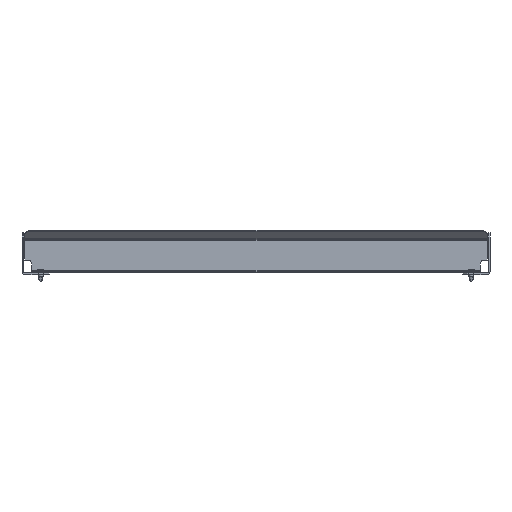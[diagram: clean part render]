
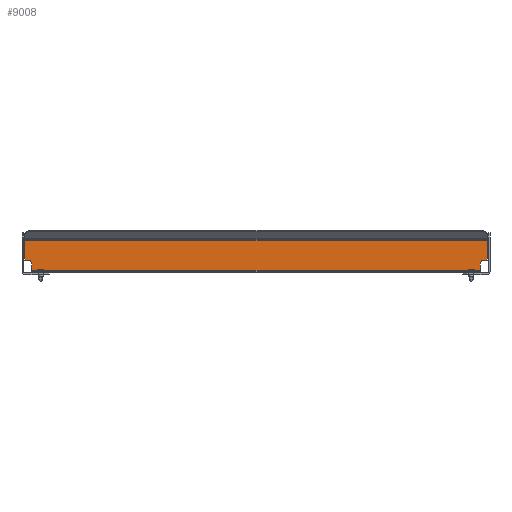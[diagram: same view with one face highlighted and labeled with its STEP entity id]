
A CAD part, front view. The second image highlights one B-rep face of the part: STEP entity #9008.
In plain terms, the highlighted face is planar.
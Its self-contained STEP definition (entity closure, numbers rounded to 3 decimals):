
#74 = AXIS2_PLACEMENT_3D ( 'NONE', #4572, #5393, #3576 ) ;
#119 = ORIENTED_EDGE ( 'NONE', *, *, #2350, .T. ) ;
#184 = DIRECTION ( 'NONE',  ( 0., 0., -1. ) ) ;
#192 = EDGE_LOOP ( 'NONE', ( #6765, #2514, #119, #4975, #5644, #2893, #9633, #7950, #2481, #8314 ) ) ;
#610 = CARTESIAN_POINT ( 'NONE',  ( 188., 0., 1.8 ) ) ;
#627 = EDGE_CURVE ( 'NONE', #10818, #4570, #11105, .T. ) ;
#707 = CARTESIAN_POINT ( 'NONE',  ( 191.25, 0., 10.8 ) ) ;
#823 = CARTESIAN_POINT ( 'NONE',  ( 194., 0., 10.8 ) ) ;
#934 = DIRECTION ( 'NONE',  ( 0., 1., 0. ) ) ;
#1082 = CARTESIAN_POINT ( 'NONE',  ( 194., 0., 27.929 ) ) ;
#1128 = CARTESIAN_POINT ( 'NONE',  ( -191.25, 0., 10.8 ) ) ;
#1180 = LINE ( 'NONE', #4115, #11187 ) ;
#1223 = VECTOR ( 'NONE', #6896, 1000. ) ;
#1277 = VERTEX_POINT ( 'NONE', #610 ) ;
#1612 = VERTEX_POINT ( 'NONE', #8275 ) ;
#2038 = LINE ( 'NONE', #5189, #1223 ) ;
#2350 = EDGE_CURVE ( 'NONE', #7032, #1612, #3821, .T. ) ;
#2474 = EDGE_CURVE ( 'NONE', #1277, #6526, #2038, .T. ) ;
#2481 = ORIENTED_EDGE ( 'NONE', *, *, #4923, .F. ) ;
#2514 = ORIENTED_EDGE ( 'NONE', *, *, #6940, .T. ) ;
#2893 = ORIENTED_EDGE ( 'NONE', *, *, #5987, .T. ) ;
#3001 = VECTOR ( 'NONE', #9434, 1000. ) ;
#3038 = EDGE_CURVE ( 'NONE', #7000, #6828, #10127, .T. ) ;
#3269 = CARTESIAN_POINT ( 'NONE',  ( -194., 0., 27.515 ) ) ;
#3576 = DIRECTION ( 'NONE',  ( 0., 0., 1. ) ) ;
#3609 = DIRECTION ( 'NONE',  ( 0., 0., 1. ) ) ;
#3821 = LINE ( 'NONE', #4252, #6690 ) ;
#4051 = LINE ( 'NONE', #7600, #6788 ) ;
#4115 = CARTESIAN_POINT ( 'NONE',  ( -188., 0., -0.001 ) ) ;
#4252 = CARTESIAN_POINT ( 'NONE',  ( -188., 0., 10.8 ) ) ;
#4570 = VERTEX_POINT ( 'NONE', #707 ) ;
#4572 = CARTESIAN_POINT ( 'NONE',  ( -191.25, 0., 7.55 ) ) ;
#4915 = AXIS2_PLACEMENT_3D ( 'NONE', #6183, #934, #3609 ) ;
#4923 = EDGE_CURVE ( 'NONE', #1277, #11159, #4051, .T. ) ;
#4937 = DIRECTION ( 'NONE',  ( 0., 0., 1. ) ) ;
#4975 = ORIENTED_EDGE ( 'NONE', *, *, #8321, .F. ) ;
#4993 = EDGE_CURVE ( 'NONE', #6526, #7034, #1180, .T. ) ;
#5018 = DIRECTION ( 'NONE',  ( 0., 0., 1. ) ) ;
#5189 = CARTESIAN_POINT ( 'NONE',  ( 194., 0., 1.8 ) ) ;
#5393 = DIRECTION ( 'NONE',  ( 0., -1., 0. ) ) ;
#5430 = FACE_OUTER_BOUND ( 'NONE', #192, .T. ) ;
#5472 = CARTESIAN_POINT ( 'NONE',  ( -188., 0., 1.8 ) ) ;
#5496 = DIRECTION ( 'NONE',  ( 0., 0., 1. ) ) ;
#5644 = ORIENTED_EDGE ( 'NONE', *, *, #3038, .F. ) ;
#5987 = EDGE_CURVE ( 'NONE', #7000, #10818, #7305, .T. ) ;
#6183 = CARTESIAN_POINT ( 'NONE',  ( 194., 0., 27.929 ) ) ;
#6369 = CARTESIAN_POINT ( 'NONE',  ( 191.25, 0., 7.55 ) ) ;
#6526 = VERTEX_POINT ( 'NONE', #5472 ) ;
#6690 = VECTOR ( 'NONE', #11090, 1000. ) ;
#6765 = ORIENTED_EDGE ( 'NONE', *, *, #4993, .T. ) ;
#6788 = VECTOR ( 'NONE', #4937, 1000. ) ;
#6828 = VERTEX_POINT ( 'NONE', #3269 ) ;
#6896 = DIRECTION ( 'NONE',  ( -1., 0., 0. ) ) ;
#6940 = EDGE_CURVE ( 'NONE', #7034, #7032, #10179, .T. ) ;
#7000 = VERTEX_POINT ( 'NONE', #9801 ) ;
#7032 = VERTEX_POINT ( 'NONE', #1128 ) ;
#7034 = VERTEX_POINT ( 'NONE', #10939 ) ;
#7305 = LINE ( 'NONE', #1082, #10628 ) ;
#7600 = CARTESIAN_POINT ( 'NONE',  ( 188., 0., -0.001 ) ) ;
#7846 = CARTESIAN_POINT ( 'NONE',  ( 194., 0., 27.515 ) ) ;
#7950 = ORIENTED_EDGE ( 'NONE', *, *, #8535, .T. ) ;
#8022 = DIRECTION ( 'NONE',  ( 0., -1., 0. ) ) ;
#8205 = LINE ( 'NONE', #9472, #3001 ) ;
#8275 = CARTESIAN_POINT ( 'NONE',  ( -194., 0., 10.8 ) ) ;
#8314 = ORIENTED_EDGE ( 'NONE', *, *, #2474, .T. ) ;
#8321 = EDGE_CURVE ( 'NONE', #6828, #1612, #8205, .T. ) ;
#8535 = EDGE_CURVE ( 'NONE', #4570, #11159, #10659, .T. ) ;
#8716 = DIRECTION ( 'NONE',  ( -1., 0., 0. ) ) ;
#9008 = ADVANCED_FACE ( 'NONE', ( #5430 ), #9714, .T. ) ;
#9075 = AXIS2_PLACEMENT_3D ( 'NONE', #6369, #8022, #5496 ) ;
#9434 = DIRECTION ( 'NONE',  ( 0., 0., -1. ) ) ;
#9435 = VECTOR ( 'NONE', #9576, 1000. ) ;
#9472 = CARTESIAN_POINT ( 'NONE',  ( -194., 0., 27.929 ) ) ;
#9576 = DIRECTION ( 'NONE',  ( -1., 0., 0. ) ) ;
#9633 = ORIENTED_EDGE ( 'NONE', *, *, #627, .T. ) ;
#9714 = PLANE ( 'NONE',  #4915 ) ;
#9801 = CARTESIAN_POINT ( 'NONE',  ( 194., 0., 27.515 ) ) ;
#9865 = VECTOR ( 'NONE', #8716, 1000. ) ;
#9938 = CARTESIAN_POINT ( 'NONE',  ( 188., 0., 7.55 ) ) ;
#10127 = LINE ( 'NONE', #7846, #9865 ) ;
#10179 = CIRCLE ( 'NONE', #74, 3.25 ) ;
#10315 = CARTESIAN_POINT ( 'NONE',  ( 188., 0., 10.8 ) ) ;
#10628 = VECTOR ( 'NONE', #184, 1000. ) ;
#10659 = CIRCLE ( 'NONE', #9075, 3.25 ) ;
#10818 = VERTEX_POINT ( 'NONE', #823 ) ;
#10939 = CARTESIAN_POINT ( 'NONE',  ( -188., 0., 7.55 ) ) ;
#11090 = DIRECTION ( 'NONE',  ( -1., 0., 0. ) ) ;
#11105 = LINE ( 'NONE', #10315, #9435 ) ;
#11159 = VERTEX_POINT ( 'NONE', #9938 ) ;
#11187 = VECTOR ( 'NONE', #5018, 1000. ) ;
